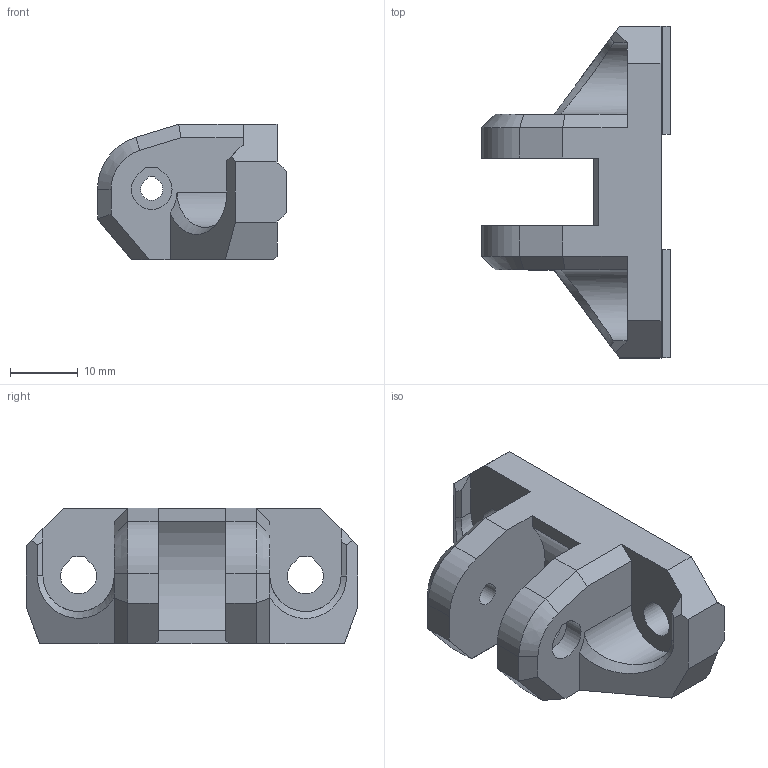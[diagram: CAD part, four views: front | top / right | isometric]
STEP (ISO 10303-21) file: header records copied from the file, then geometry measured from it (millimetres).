
FILE_DESCRIPTION(/* description */ (''),/* implementation_level */ '2;1');
FILE_NAME(/* name */ 'y_idler.step',/* time_stamp */ '2018-02-14T20:10:21+01:00',/* author */ ('gregsaun'),/* organization */ (''),/* preprocessor_version */ 'ST-DEVELOPER v16.13',/* originating_system */ 'Autodesk Translation Framework v6.5.0.72',/* authorisation */ '');
FILE_SCHEMA (('AUTOMOTIVE_DESIGN { 1 0 10303 214 3 1 1 }'));
Length unit declared in the file: millimetre
Products named in the file (1): y_idler
Bounding box: 27.9 x 49 x 20 mm (x, y, z)
Volume: 10353.6 mm3; surface area: 5563.2 mm2
Topology: 1 solids, 8 shells, 139 faces, 345 edges, 224 vertices
Faces by surface type: plane 125, cylinder 10, bspline 2, cone 2
Entity records: 4181 total; most frequent: CARTESIAN_POINT 831, ORIENTED_EDGE 690, DIRECTION 635, EDGE_CURVE 345, LINE 319, VECTOR 319, VERTEX_POINT 224, AXIS2_PLACEMENT_3D 158
